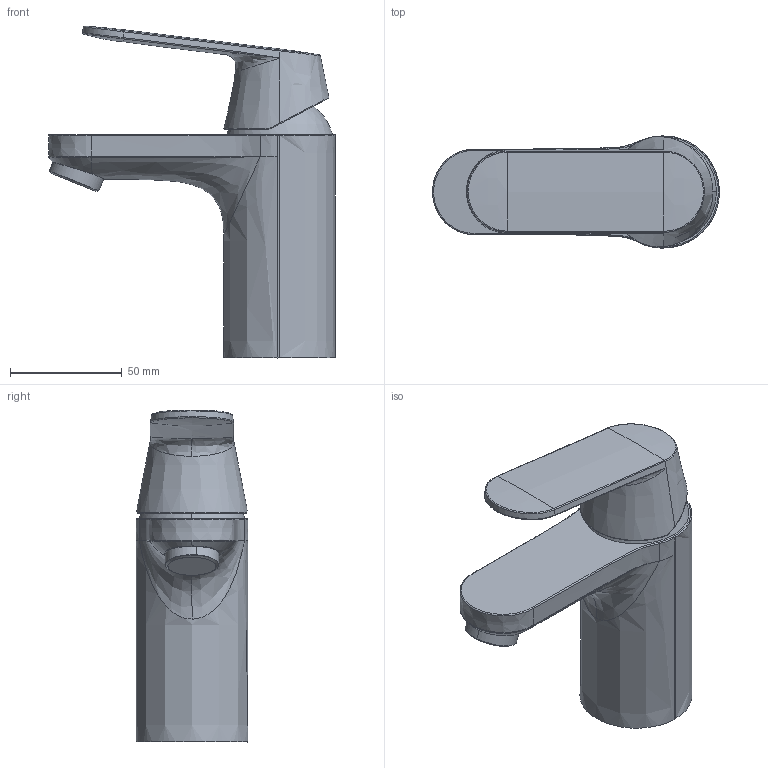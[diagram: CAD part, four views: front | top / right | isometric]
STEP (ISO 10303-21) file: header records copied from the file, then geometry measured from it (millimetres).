
FILE_DESCRIPTION(/* description */ ('AP214 STEP file'),/* implementation_level */ '2;1');
FILE_NAME(/* name */ '32824000_EHM_WT-_OHM_BASIN_01388216_stp_out.stp',/* time_stamp */ '2021-11-22T11:26:54+01:00',/* author */ (''),/* organization */ (''),/* preprocessor_version */ 'ST-DEVELOPER v18.1',/* originating_system */ 'Elysium Co. Ltd. STEP Translator v8.3.0.0',/* authorisation */ '');
FILE_SCHEMA (('AUTOMOTIVE_DESIGN { 1 0 10303 214 3 1 1 }'));
Length unit declared in the file: millimetre
Products named in the file (1): 32824000_EHM_WT-_OHM_BASIN_01388216_extract
Bounding box: 128.38 x 49.99 x 148.55 mm (x, y, z)
Volume: 317982.6 mm3; surface area: 38005.2 mm2
Topology: 1 solids, 1 shells, 79 faces, 189 edges, 109 vertices
Faces by surface type: bspline 46, cylinder 11, plane 7, extrusion 7, torus 4, sphere 2, cone 2
Entity records: 6768 total; most frequent: CARTESIAN_POINT 4685, ORIENTED_EDGE 370, EDGE_CURVE 185, STYLED_ITEM 156, B_SPLINE_CURVE_WITH_KNOTS 152, VERTEX_POINT 109, FILL_AREA_STYLE_COLOUR 85, FILL_AREA_STYLE 85
